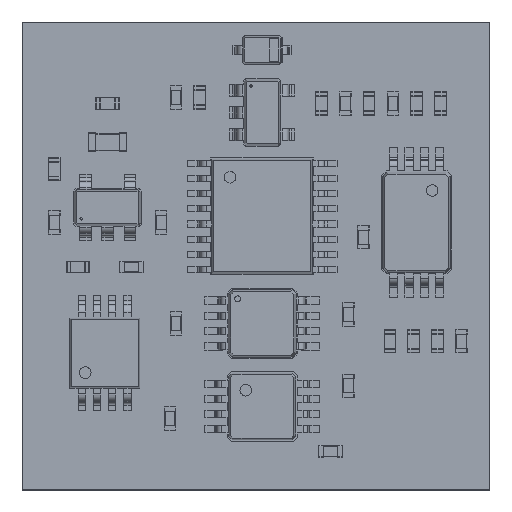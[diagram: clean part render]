
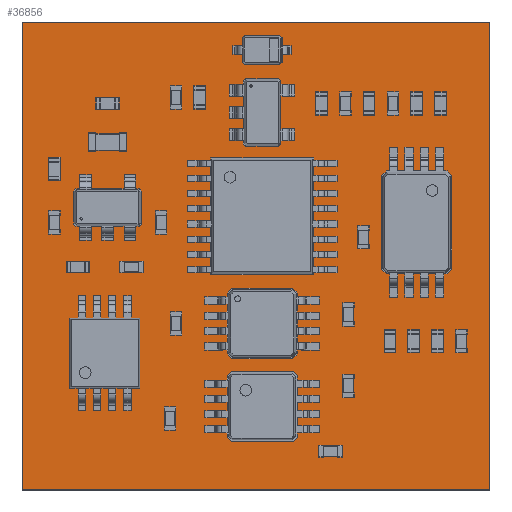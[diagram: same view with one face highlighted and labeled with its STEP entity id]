
A CAD part, top view. The second image highlights one B-rep face of the part: STEP entity #36856.
In plain terms, the highlighted planar face has unit normal (0, 0, 1).
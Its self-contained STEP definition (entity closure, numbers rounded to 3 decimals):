
#36727 = VERTEX_POINT('',#36728);
#36728 = CARTESIAN_POINT('',(153.5,-103.,1.51));
#36734 = EDGE_CURVE('',#36727,#36735,#36737,.T.);
#36735 = VERTEX_POINT('',#36736);
#36736 = CARTESIAN_POINT('',(133.5,-103.,1.51));
#36737 = LINE('',#36738,#36739);
#36738 = CARTESIAN_POINT('',(153.5,-103.,1.51));
#36739 = VECTOR('',#36740,1.);
#36740 = DIRECTION('',(-1.,0.,0.));
#36765 = EDGE_CURVE('',#36735,#36766,#36768,.T.);
#36766 = VERTEX_POINT('',#36767);
#36767 = CARTESIAN_POINT('',(133.5,-83.,1.51));
#36768 = LINE('',#36769,#36770);
#36769 = CARTESIAN_POINT('',(133.5,-103.,1.51));
#36770 = VECTOR('',#36771,1.);
#36771 = DIRECTION('',(0.,1.,0.));
#36796 = EDGE_CURVE('',#36766,#36797,#36799,.T.);
#36797 = VERTEX_POINT('',#36798);
#36798 = CARTESIAN_POINT('',(153.5,-83.,1.51));
#36799 = LINE('',#36800,#36801);
#36800 = CARTESIAN_POINT('',(133.5,-83.,1.51));
#36801 = VECTOR('',#36802,1.);
#36802 = DIRECTION('',(1.,0.,0.));
#36827 = EDGE_CURVE('',#36797,#36727,#36828,.T.);
#36828 = LINE('',#36829,#36830);
#36829 = CARTESIAN_POINT('',(153.5,-83.,1.51));
#36830 = VECTOR('',#36831,1.);
#36831 = DIRECTION('',(0.,-1.,0.));
#36856 = ADVANCED_FACE('',(#36857),#36863,.T.);
#36857 = FACE_BOUND('',#36858,.F.);
#36858 = EDGE_LOOP('',(#36859,#36860,#36861,#36862));
#36859 = ORIENTED_EDGE('',*,*,#36734,.T.);
#36860 = ORIENTED_EDGE('',*,*,#36765,.T.);
#36861 = ORIENTED_EDGE('',*,*,#36796,.T.);
#36862 = ORIENTED_EDGE('',*,*,#36827,.T.);
#36863 = PLANE('',#36864);
#36864 = AXIS2_PLACEMENT_3D('',#36865,#36866,#36867);
#36865 = CARTESIAN_POINT('',(0.,0.,1.51));
#36866 = DIRECTION('',(0.,0.,1.));
#36867 = DIRECTION('',(1.,0.,-0.));
